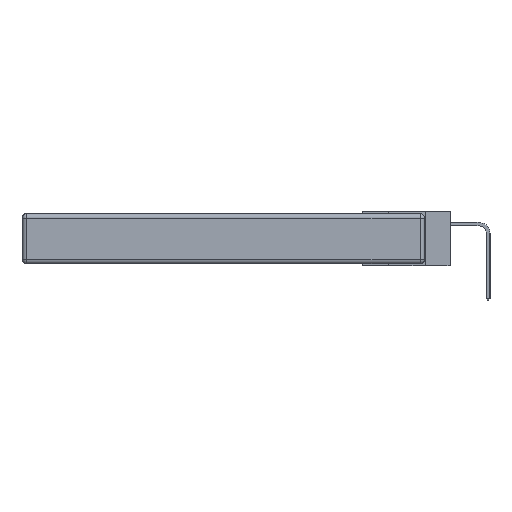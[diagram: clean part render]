
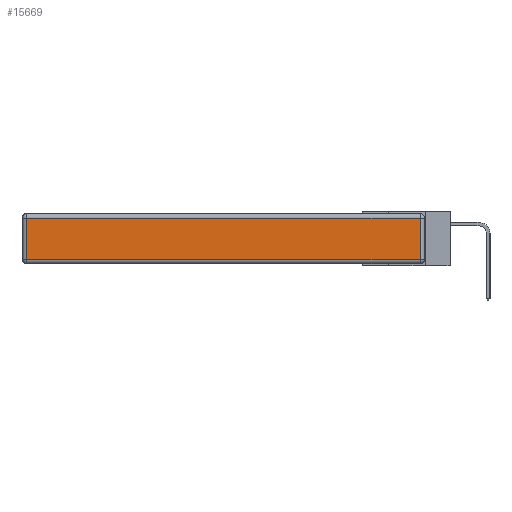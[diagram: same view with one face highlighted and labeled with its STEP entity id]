
A CAD part, left-side view. The second image highlights one B-rep face of the part: STEP entity #15669.
In plain terms, the highlighted planar face has unit normal (-1, 0, 0).
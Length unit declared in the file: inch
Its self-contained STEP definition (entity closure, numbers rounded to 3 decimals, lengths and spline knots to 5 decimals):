
#427 = VERTEX_POINT ( 'NONE', #4384 ) ;
#573 = AXIS2_PLACEMENT_3D ( 'NONE', #10810, #1244, #13114 ) ;
#1244 = DIRECTION ( 'NONE',  ( -1., 0., 0. ) ) ;
#1669 = CARTESIAN_POINT ( 'NONE',  ( 0., 0.03, -0.343 ) ) ;
#2676 = VECTOR ( 'NONE', #30490, 39.37008 ) ;
#3358 = PLANE ( 'NONE',  #573 ) ;
#3946 = LINE ( 'NONE', #1669, #15210 ) ;
#4384 = CARTESIAN_POINT ( 'NONE',  ( 0., 0.03, -0.313 ) ) ;
#4739 = ORIENTED_EDGE ( 'NONE', *, *, #29297, .T. ) ;
#5533 = DIRECTION ( 'NONE',  ( 0., 0., -1. ) ) ;
#6946 = EDGE_CURVE ( 'NONE', #9536, #23668, #11340, .T. ) ;
#7984 = CARTESIAN_POINT ( 'NONE',  ( 0., 0., -0.313 ) ) ;
#9397 = VERTEX_POINT ( 'NONE', #13582 ) ;
#9536 = VERTEX_POINT ( 'NONE', #12088 ) ;
#10810 = CARTESIAN_POINT ( 'NONE',  ( 0., 0., -0.343 ) ) ;
#11340 = LINE ( 'NONE', #27952, #2676 ) ;
#12088 = CARTESIAN_POINT ( 'NONE',  ( 0., 0.03, -0.03 ) ) ;
#12664 = ORIENTED_EDGE ( 'NONE', *, *, #28103, .T. ) ;
#13114 = DIRECTION ( 'NONE',  ( 0., 0., 1. ) ) ;
#13216 = VECTOR ( 'NONE', #18406, 39.37008 ) ;
#13582 = CARTESIAN_POINT ( 'NONE',  ( 0., 2.72, -0.313 ) ) ;
#15210 = VECTOR ( 'NONE', #21117, 39.37008 ) ;
#15669 = ADVANCED_FACE ( 'NONE', ( #25633 ), #3358, .T. ) ;
#15881 = VECTOR ( 'NONE', #5533, 39.37008 ) ;
#16087 = EDGE_CURVE ( 'NONE', #23668, #9397, #22991, .T. ) ;
#17255 = CARTESIAN_POINT ( 'NONE',  ( 0., 2.72, -0.343 ) ) ;
#18406 = DIRECTION ( 'NONE',  ( 0., -1., 0. ) ) ;
#21117 = DIRECTION ( 'NONE',  ( 0., 0., 1. ) ) ;
#21802 = CARTESIAN_POINT ( 'NONE',  ( 0., 2.72, -0.03 ) ) ;
#22951 = EDGE_LOOP ( 'NONE', ( #4739, #12664, #25312, #23143 ) ) ;
#22991 = LINE ( 'NONE', #17255, #15881 ) ;
#23143 = ORIENTED_EDGE ( 'NONE', *, *, #16087, .T. ) ;
#23668 = VERTEX_POINT ( 'NONE', #21802 ) ;
#25258 = LINE ( 'NONE', #7984, #13216 ) ;
#25312 = ORIENTED_EDGE ( 'NONE', *, *, #6946, .T. ) ;
#25633 = FACE_OUTER_BOUND ( 'NONE', #22951, .T. ) ;
#27952 = CARTESIAN_POINT ( 'NONE',  ( 0., 2.75, -0.03 ) ) ;
#28103 = EDGE_CURVE ( 'NONE', #427, #9536, #3946, .T. ) ;
#29297 = EDGE_CURVE ( 'NONE', #9397, #427, #25258, .T. ) ;
#30490 = DIRECTION ( 'NONE',  ( 0., 1., 0. ) ) ;
